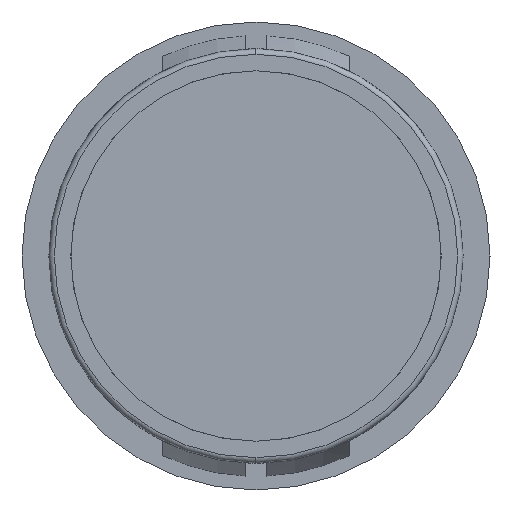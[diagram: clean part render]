
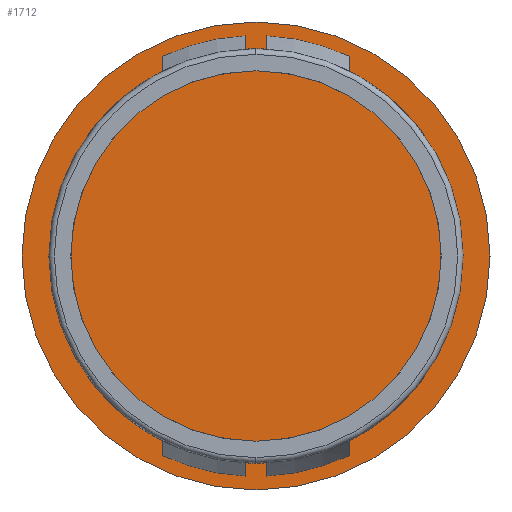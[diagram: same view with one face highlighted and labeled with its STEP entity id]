
A CAD part, front view. The second image highlights one B-rep face of the part: STEP entity #1712.
In plain terms, the highlighted planar face has unit normal (0, -1, 0).
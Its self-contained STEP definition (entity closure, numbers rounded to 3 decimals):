
#2 = VERTEX_POINT ( 'NONE', #385 ) ;
#3 = VERTEX_POINT ( 'NONE', #386 ) ;
#7 = VERTEX_POINT ( 'NONE', #390 ) ;
#39 = VERTEX_POINT ( 'NONE', #403 ) ;
#55 = VERTEX_POINT ( 'NONE', #417 ) ;
#56 = VERTEX_POINT ( 'NONE', #418 ) ;
#60 = VERTEX_POINT ( 'NONE', #422 ) ;
#99 = ORIENTED_EDGE ( 'NONE', *, *, #1616, .F. ) ;
#113 = ORIENTED_EDGE ( 'NONE', *, *, #1635, .T. ) ;
#121 = ORIENTED_EDGE ( 'NONE', *, *, #1641, .F. ) ;
#133 = VERTEX_POINT ( 'NONE', #433 ) ;
#140 = VERTEX_POINT ( 'NONE', #439 ) ;
#199 = ORIENTED_EDGE ( 'NONE', *, *, #1633, .T. ) ;
#207 = ORIENTED_EDGE ( 'NONE', *, *, #1797, .T. ) ;
#210 = ORIENTED_EDGE ( 'NONE', *, *, #1630, .F. ) ;
#216 = ORIENTED_EDGE ( 'NONE', *, *, #1799, .T. ) ;
#292 = ORIENTED_EDGE ( 'NONE', *, *, #1644, .T. ) ;
#309 = ORIENTED_EDGE ( 'NONE', *, *, #1779, .F. ) ;
#310 = ORIENTED_EDGE ( 'NONE', *, *, #1800, .T. ) ;
#385 = CARTESIAN_POINT ( 'NONE',  ( 10.5, 0., 15.715 ) ) ;
#386 = CARTESIAN_POINT ( 'NONE',  ( 10.5, 0., -15.715 ) ) ;
#390 = CARTESIAN_POINT ( 'NONE',  ( -10.5, 0., -13.242 ) ) ;
#403 = CARTESIAN_POINT ( 'NONE',  ( 0., 0., 21.35 ) ) ;
#417 = CARTESIAN_POINT ( 'NONE',  ( 0., 0., -21.35 ) ) ;
#418 = CARTESIAN_POINT ( 'NONE',  ( -10.5, 0., -15.715 ) ) ;
#422 = CARTESIAN_POINT ( 'NONE',  ( 10.5, 0., 13.242 ) ) ;
#433 = CARTESIAN_POINT ( 'NONE',  ( -10.5, 0., 15.715 ) ) ;
#439 = CARTESIAN_POINT ( 'NONE',  ( 10.5, 0., -13.242 ) ) ;
#459 = CARTESIAN_POINT ( 'NONE',  ( -10.5, 0., 13.242 ) ) ;
#501 = LINE ( 'NONE', #502, #1981 ) ;
#502 = CARTESIAN_POINT ( 'NONE',  ( -10.5, 0., -21.35 ) ) ;
#503 = DIRECTION ( 'NONE',  ( 0., 0., 1. ) ) ;
#570 = CARTESIAN_POINT ( 'NONE',  ( 0., 0., 0. ) ) ;
#571 = DIRECTION ( 'NONE',  ( 0., 1., 0. ) ) ;
#572 = DIRECTION ( 'NONE',  ( 0., 0., 1. ) ) ;
#586 = CARTESIAN_POINT ( 'NONE',  ( 0., 0., 0. ) ) ;
#587 = DIRECTION ( 'NONE',  ( 0., -1., 0. ) ) ;
#588 = DIRECTION ( 'NONE',  ( 0., 0., -1. ) ) ;
#639 = FACE_BOUND ( 'NONE', #1865, .T. ) ;
#641 = FACE_OUTER_BOUND ( 'NONE', #1885, .T. ) ;
#642 = FACE_BOUND ( 'NONE', #1875, .T. ) ;
#644 = AXIS2_PLACEMENT_3D ( 'NONE', #1428, #1429, #1430 ) ;
#844 = CARTESIAN_POINT ( 'NONE',  ( 0., 0., 0. ) ) ;
#845 = DIRECTION ( 'NONE',  ( 0., 1., 0. ) ) ;
#846 = DIRECTION ( 'NONE',  ( 0., 0., 1. ) ) ;
#934 = CARTESIAN_POINT ( 'NONE',  ( 0., 0., 0. ) ) ;
#935 = DIRECTION ( 'NONE',  ( 0., 1., 0. ) ) ;
#936 = DIRECTION ( 'NONE',  ( 0., 0., -1. ) ) ;
#940 = CARTESIAN_POINT ( 'NONE',  ( 0., 0., 0. ) ) ;
#941 = DIRECTION ( 'NONE',  ( 0., -1., 0. ) ) ;
#942 = DIRECTION ( 'NONE',  ( 0., 0., -1. ) ) ;
#944 = LINE ( 'NONE', #945, #1185 ) ;
#945 = CARTESIAN_POINT ( 'NONE',  ( 10.5, 0., -21.35 ) ) ;
#946 = DIRECTION ( 'NONE',  ( 0., 0., 1. ) ) ;
#1185 = VECTOR ( 'NONE', #946, 1000. ) ;
#1190 = AXIS2_PLACEMENT_3D ( 'NONE', #940, #941, #942 ) ;
#1193 = AXIS2_PLACEMENT_3D ( 'NONE', #934, #935, #936 ) ;
#1212 = AXIS2_PLACEMENT_3D ( 'NONE', #844, #845, #846 ) ;
#1280 = LINE ( 'NONE', #1281, #1971 ) ;
#1281 = CARTESIAN_POINT ( 'NONE',  ( 10.5, 0., -21.35 ) ) ;
#1282 = DIRECTION ( 'NONE',  ( 0., 0., 1. ) ) ;
#1298 = LINE ( 'NONE', #1299, #1993 ) ;
#1299 = CARTESIAN_POINT ( 'NONE',  ( -10.5, 0., -21.35 ) ) ;
#1300 = DIRECTION ( 'NONE',  ( 0., 0., 1. ) ) ;
#1313 = CARTESIAN_POINT ( 'NONE',  ( 0., 0., 0. ) ) ;
#1314 = DIRECTION ( 'NONE',  ( 0., 1., 0. ) ) ;
#1315 = DIRECTION ( 'NONE',  ( 0., 0., -1. ) ) ;
#1427 = PLANE ( 'NONE',  #644 ) ;
#1428 = CARTESIAN_POINT ( 'NONE',  ( -20.1, 0., 0. ) ) ;
#1429 = DIRECTION ( 'NONE',  ( 0., -1., 0. ) ) ;
#1430 = DIRECTION ( 'NONE',  ( 0., 0., -1. ) ) ;
#1570 = VERTEX_POINT ( 'NONE', #459 ) ;
#1616 = EDGE_CURVE ( 'NONE', #1570, #133, #501, .T. ) ;
#1630 = EDGE_CURVE ( 'NONE', #39, #55, #1698, .T. ) ;
#1633 = EDGE_CURVE ( 'NONE', #1570, #7, #1696, .T. ) ;
#1635 = EDGE_CURVE ( 'NONE', #60, #2, #1280, .T. ) ;
#1641 = EDGE_CURVE ( 'NONE', #56, #7, #1298, .T. ) ;
#1644 = EDGE_CURVE ( 'NONE', #2, #3, #1692, .T. ) ;
#1662 = CIRCLE ( 'NONE', #1193, 18.9 ) ;
#1677 = CIRCLE ( 'NONE', #1212, 21.35 ) ;
#1681 = CIRCLE ( 'NONE', #1190, 16.9 ) ;
#1692 = CIRCLE ( 'NONE', #1967, 18.9 ) ;
#1696 = CIRCLE ( 'NONE', #1966, 16.9 ) ;
#1698 = CIRCLE ( 'NONE', #1987, 21.35 ) ;
#1712 = ADVANCED_FACE ( 'NONE', ( #642, #639, #641 ), #1427, .T. ) ;
#1779 = EDGE_CURVE ( 'NONE', #55, #39, #1677, .T. ) ;
#1797 = EDGE_CURVE ( 'NONE', #56, #133, #1662, .T. ) ;
#1799 = EDGE_CURVE ( 'NONE', #140, #60, #1681, .T. ) ;
#1800 = EDGE_CURVE ( 'NONE', #3, #140, #944, .T. ) ;
#1865 = EDGE_LOOP ( 'NONE', ( #113, #292, #310, #216 ) ) ;
#1875 = EDGE_LOOP ( 'NONE', ( #121, #207, #99, #199 ) ) ;
#1885 = EDGE_LOOP ( 'NONE', ( #210, #309 ) ) ;
#1966 = AXIS2_PLACEMENT_3D ( 'NONE', #586, #587, #588 ) ;
#1967 = AXIS2_PLACEMENT_3D ( 'NONE', #1313, #1314, #1315 ) ;
#1971 = VECTOR ( 'NONE', #1282, 1000. ) ;
#1981 = VECTOR ( 'NONE', #503, 1000. ) ;
#1987 = AXIS2_PLACEMENT_3D ( 'NONE', #570, #571, #572 ) ;
#1993 = VECTOR ( 'NONE', #1300, 1000. ) ;
